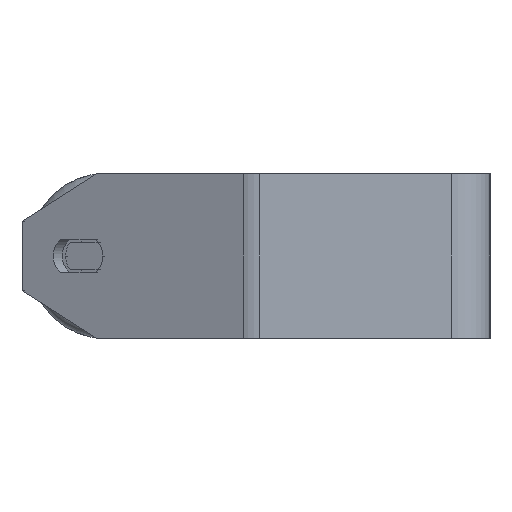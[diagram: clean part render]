
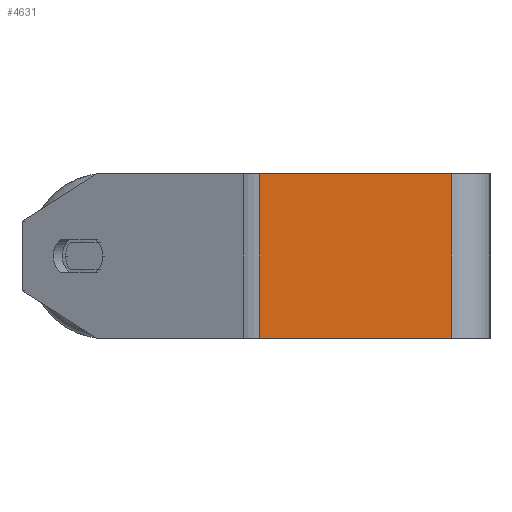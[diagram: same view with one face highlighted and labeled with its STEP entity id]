
A CAD part, left-side view. The second image highlights one B-rep face of the part: STEP entity #4631.
In plain terms, the highlighted planar face has unit normal (-1, 0, 0).
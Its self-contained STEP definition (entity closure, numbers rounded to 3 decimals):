
#361 = FACE_OUTER_BOUND ( 'NONE', #898, .T. ) ;
#362 = VERTEX_POINT ( 'NONE', #5662 ) ;
#488 = CARTESIAN_POINT ( 'NONE',  ( -285., 87.15, 30. ) ) ;
#510 = EDGE_CURVE ( 'NONE', #7893, #362, #1404, .T. ) ;
#776 = VERTEX_POINT ( 'NONE', #7695 ) ;
#898 = EDGE_LOOP ( 'NONE', ( #2216, #1397, #4923, #5299 ) ) ;
#1041 = PLANE ( 'NONE',  #3221 ) ;
#1081 = DIRECTION ( 'NONE',  ( 1., 0., 0. ) ) ;
#1397 = ORIENTED_EDGE ( 'NONE', *, *, #1577, .F. ) ;
#1404 = LINE ( 'NONE', #4029, #7665 ) ;
#1577 = EDGE_CURVE ( 'NONE', #362, #776, #3250, .T. ) ;
#1704 = LINE ( 'NONE', #2963, #1843 ) ;
#1818 = CARTESIAN_POINT ( 'NONE',  ( -285., 84.046, 30. ) ) ;
#1843 = VECTOR ( 'NONE', #3560, 1000. ) ;
#2216 = ORIENTED_EDGE ( 'NONE', *, *, #2355, .T. ) ;
#2355 = EDGE_CURVE ( 'NONE', #6143, #776, #4093, .T. ) ;
#2963 = CARTESIAN_POINT ( 'NONE',  ( -285., 84.046, 30. ) ) ;
#3221 = AXIS2_PLACEMENT_3D ( 'NONE', #488, #1081, #3716 ) ;
#3250 = LINE ( 'NONE', #6394, #5491 ) ;
#3560 = DIRECTION ( 'NONE',  ( 0., 0., -1. ) ) ;
#3716 = DIRECTION ( 'NONE',  ( 0., 0., -1. ) ) ;
#3917 = DIRECTION ( 'NONE',  ( 0., 0., -1. ) ) ;
#4029 = CARTESIAN_POINT ( 'NONE',  ( -285., 87.15, 30. ) ) ;
#4093 = LINE ( 'NONE', #6650, #6672 ) ;
#4631 = ADVANCED_FACE ( 'NONE', ( #361 ), #1041, .F. ) ;
#4695 = DIRECTION ( 'NONE',  ( 0., -1., 0. ) ) ;
#4923 = ORIENTED_EDGE ( 'NONE', *, *, #510, .F. ) ;
#5299 = ORIENTED_EDGE ( 'NONE', *, *, #5827, .T. ) ;
#5491 = VECTOR ( 'NONE', #3917, 1000. ) ;
#5662 = CARTESIAN_POINT ( 'NONE',  ( -285., 14., 30. ) ) ;
#5827 = EDGE_CURVE ( 'NONE', #7893, #6143, #1704, .T. ) ;
#6143 = VERTEX_POINT ( 'NONE', #7357 ) ;
#6394 = CARTESIAN_POINT ( 'NONE',  ( -285., 14., 30. ) ) ;
#6624 = DIRECTION ( 'NONE',  ( 0., -1., 0. ) ) ;
#6650 = CARTESIAN_POINT ( 'NONE',  ( -285., 87.15, -30. ) ) ;
#6672 = VECTOR ( 'NONE', #4695, 1000. ) ;
#7357 = CARTESIAN_POINT ( 'NONE',  ( -285., 84.046, -30. ) ) ;
#7665 = VECTOR ( 'NONE', #6624, 1000. ) ;
#7695 = CARTESIAN_POINT ( 'NONE',  ( -285., 14., -30. ) ) ;
#7893 = VERTEX_POINT ( 'NONE', #1818 ) ;
